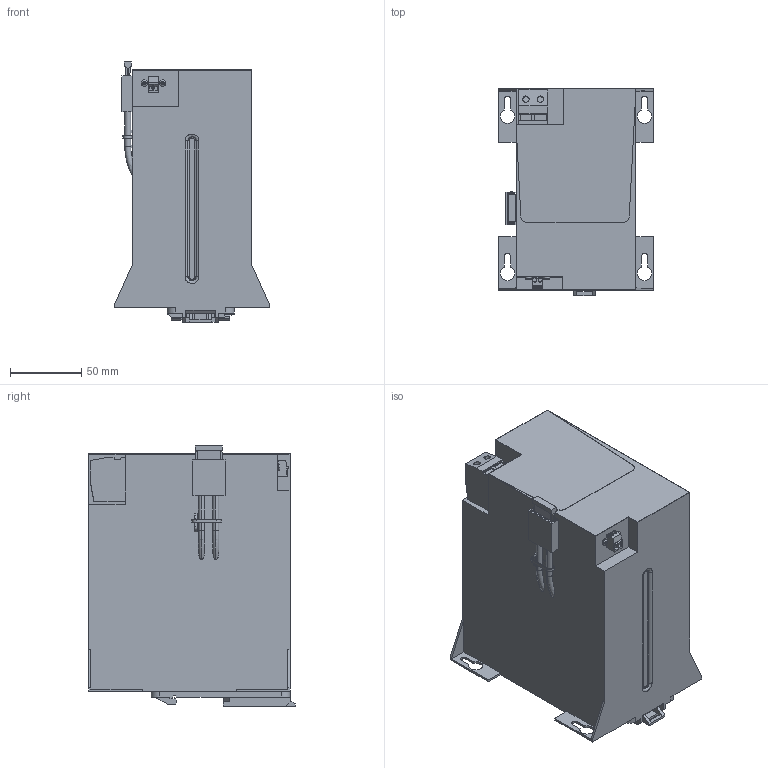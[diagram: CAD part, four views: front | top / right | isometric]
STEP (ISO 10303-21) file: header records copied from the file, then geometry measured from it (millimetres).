
FILE_DESCRIPTION(('CATIA V5 STEP Exchange','CAx-IF Rec.Pracs.--- Model Styling and Organization---1.4--- 2014-01-23'),'2;1');
FILE_NAME ('D1484226_0_2789900000_S3D_DURA_ECO_LA-BAT_24V_3-4AH.stp','2021-05-03T12:36:42+00:00',('none'),('Weidmueller'),'CATIA Version 5-6 Release 2016 SP3 HF44','CATIA V5 STEP AP214','none');
FILE_SCHEMA(('AUTOMOTIVE_DESIGN { 1 0 10303 214 1 1 1 1 }'));
Length unit declared in the file: millimetre
Products named in the file (1): S3D_DURA_ECO_LA-BAT_24V_3-4AH
Bounding box: 108 x 144.7 x 182.5 mm (x, y, z)
Volume: 1976773.4 mm3; surface area: 143466.8 mm2
Topology: 16 solids, 16 shells, 554 faces, 1546 edges, 1045 vertices
Faces by surface type: plane 468, cylinder 62, torus 8, bspline 8, cone 8
Entity records: 18595 total; most frequent: CARTESIAN_POINT 4217, ORIENTED_EDGE 3092, DIRECTION 2371, EDGE_CURVE 1546, VECTOR 1288, LINE 1288, VERTEX_POINT 1045, AXIS2_PLACEMENT_3D 623
